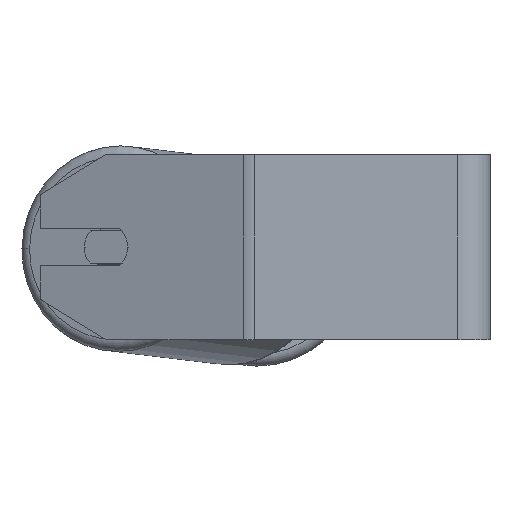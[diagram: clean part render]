
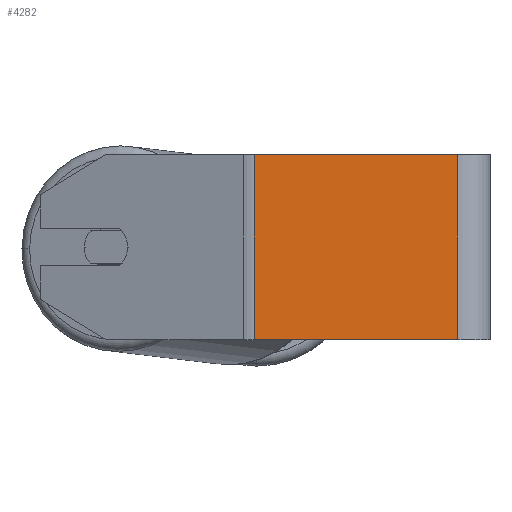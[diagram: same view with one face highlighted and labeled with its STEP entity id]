
A CAD part, left-side view. The second image highlights one B-rep face of the part: STEP entity #4282.
In plain terms, the highlighted planar face has unit normal (-1, 0, 0).
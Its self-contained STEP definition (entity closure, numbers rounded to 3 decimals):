
#382 = VECTOR ( 'NONE', #3083, 1000. ) ;
#411 = VERTEX_POINT ( 'NONE', #7281 ) ;
#627 = VERTEX_POINT ( 'NONE', #5735 ) ;
#665 = CARTESIAN_POINT ( 'NONE',  ( -285., 104.427, -40. ) ) ;
#1961 = LINE ( 'NONE', #7931, #5658 ) ;
#2827 = CARTESIAN_POINT ( 'NONE',  ( -285., 104.427, 40. ) ) ;
#2903 = CARTESIAN_POINT ( 'NONE',  ( -285., 101.958, 40. ) ) ;
#2916 = LINE ( 'NONE', #4236, #382 ) ;
#2994 = PLANE ( 'NONE',  #3064 ) ;
#3064 = AXIS2_PLACEMENT_3D ( 'NONE', #2827, #5596, #6835 ) ;
#3083 = DIRECTION ( 'NONE',  ( 0., 0., -1. ) ) ;
#3404 = DIRECTION ( 'NONE',  ( 0., -1., 0. ) ) ;
#3618 = CARTESIAN_POINT ( 'NONE',  ( -285., 14., -40. ) ) ;
#3734 = VECTOR ( 'NONE', #5008, 1000. ) ;
#3907 = DIRECTION ( 'NONE',  ( 0., 0., -1. ) ) ;
#4000 = EDGE_CURVE ( 'NONE', #627, #4798, #8368, .T. ) ;
#4188 = VECTOR ( 'NONE', #3907, 1000. ) ;
#4236 = CARTESIAN_POINT ( 'NONE',  ( -285., 101.958, 40. ) ) ;
#4282 = ADVANCED_FACE ( 'NONE', ( #6751 ), #2994, .F. ) ;
#4377 = ORIENTED_EDGE ( 'NONE', *, *, #4581, .F. ) ;
#4581 = EDGE_CURVE ( 'NONE', #7822, #411, #1961, .T. ) ;
#4591 = CARTESIAN_POINT ( 'NONE',  ( -285., 14., 40. ) ) ;
#4615 = ORIENTED_EDGE ( 'NONE', *, *, #6571, .F. ) ;
#4798 = VERTEX_POINT ( 'NONE', #3618 ) ;
#5008 = DIRECTION ( 'NONE',  ( 0., -1., 0. ) ) ;
#5513 = ORIENTED_EDGE ( 'NONE', *, *, #7456, .T. ) ;
#5596 = DIRECTION ( 'NONE',  ( 1., 0., 0. ) ) ;
#5658 = VECTOR ( 'NONE', #3404, 1000. ) ;
#5735 = CARTESIAN_POINT ( 'NONE',  ( -285., 101.958, -40. ) ) ;
#5972 = ORIENTED_EDGE ( 'NONE', *, *, #4000, .T. ) ;
#6425 = LINE ( 'NONE', #4591, #4188 ) ;
#6571 = EDGE_CURVE ( 'NONE', #411, #4798, #6425, .T. ) ;
#6751 = FACE_OUTER_BOUND ( 'NONE', #8181, .T. ) ;
#6835 = DIRECTION ( 'NONE',  ( 0., 0., -1. ) ) ;
#7281 = CARTESIAN_POINT ( 'NONE',  ( -285., 14., 40. ) ) ;
#7456 = EDGE_CURVE ( 'NONE', #7822, #627, #2916, .T. ) ;
#7822 = VERTEX_POINT ( 'NONE', #2903 ) ;
#7931 = CARTESIAN_POINT ( 'NONE',  ( -285., 104.427, 40. ) ) ;
#8181 = EDGE_LOOP ( 'NONE', ( #5972, #4615, #4377, #5513 ) ) ;
#8368 = LINE ( 'NONE', #665, #3734 ) ;
